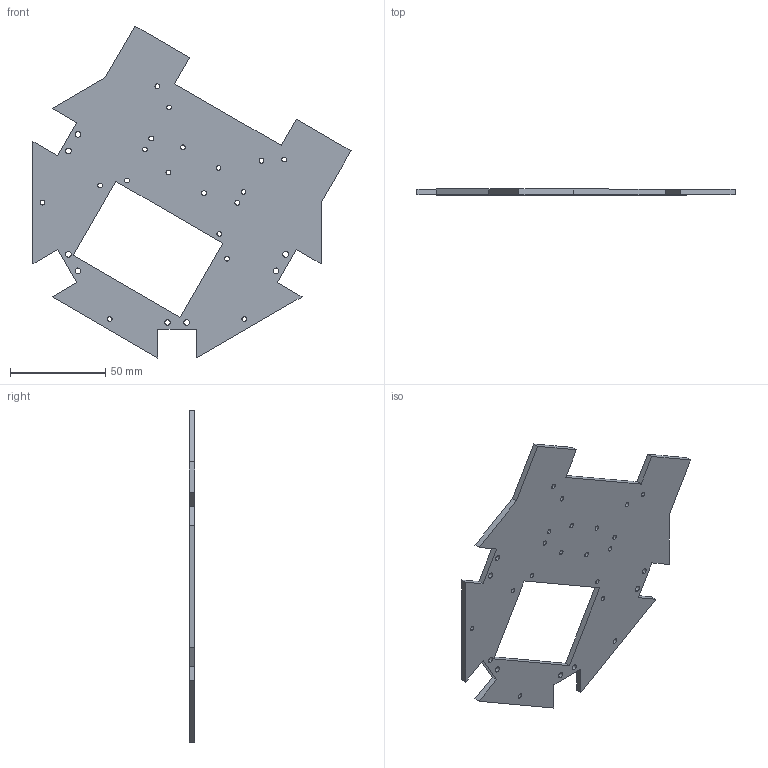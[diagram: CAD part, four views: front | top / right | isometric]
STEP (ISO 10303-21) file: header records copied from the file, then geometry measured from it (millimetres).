
FILE_DESCRIPTION (( 'STEP AP203' ), '1' );
FILE_NAME ('Cover Abdomen_Default_sldprt.STEP', '2020-11-13T20:12:28', ( '' ), ( '' ), 'SwSTEP 2.0', 'SolidWorks 2019', '' );
FILE_SCHEMA (( 'CONFIG_CONTROL_DESIGN' ));
Length unit declared in the file: millimetre
Products named in the file (1): Cover Abdomen_Default_sldprt
Bounding box: 166.69 x 3 x 173.96 mm (x, y, z)
Volume: 42699.5 mm3; surface area: 31841.4 mm2
Topology: 1 solids, 1 shells, 84 faces, 246 edges, 164 vertices
Faces by surface type: cylinder 54, plane 30
Entity records: 3027 total; most frequent: DIRECTION 524, CARTESIAN_POINT 495, ORIENTED_EDGE 492, EDGE_CURVE 246, AXIS2_PLACEMENT_3D 193, VERTEX_POINT 164, EDGE_LOOP 140, LINE 138
